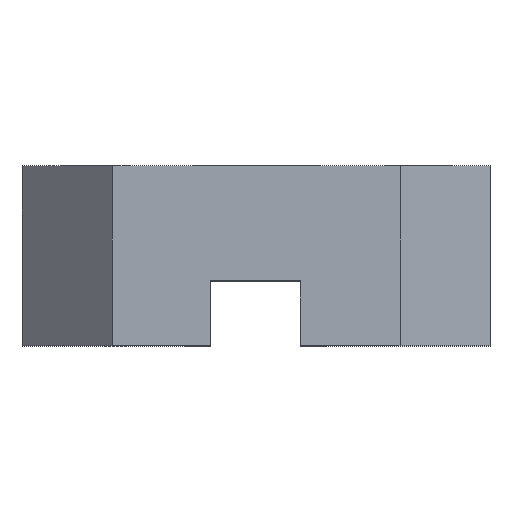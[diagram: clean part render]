
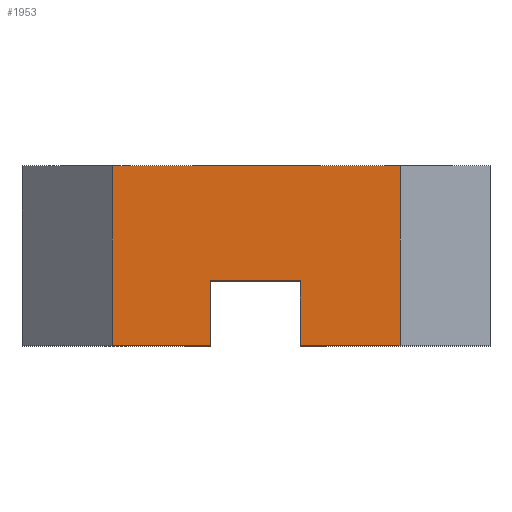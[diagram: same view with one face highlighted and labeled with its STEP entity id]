
A CAD part, top view. The second image highlights one B-rep face of the part: STEP entity #1953.
In plain terms, the highlighted planar face has unit normal (0, 0, 1).
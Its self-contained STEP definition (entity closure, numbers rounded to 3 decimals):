
#89=FACE_OUTER_BOUND('',#185,.T.);
#185=EDGE_LOOP('',(#1678,#1679,#1680,#1681,#1682,#1683,#1684,#1685));
#254=LINE('',#2641,#534);
#434=LINE('',#2991,#714);
#456=LINE('',#3034,#736);
#462=LINE('',#3046,#742);
#464=LINE('',#3052,#744);
#465=LINE('',#3053,#745);
#466=LINE('',#3055,#746);
#467=LINE('',#3056,#747);
#534=VECTOR('',#2145,10.);
#714=VECTOR('',#2411,10.);
#736=VECTOR('',#2457,10.);
#742=VECTOR('',#2471,10.);
#744=VECTOR('',#2479,10.);
#745=VECTOR('',#2480,10.);
#746=VECTOR('',#2481,10.);
#747=VECTOR('',#2482,10.);
#803=VERTEX_POINT('',#2630);
#807=VERTEX_POINT('',#2639);
#933=VERTEX_POINT('',#2988);
#934=VERTEX_POINT('',#2990);
#943=VERTEX_POINT('',#3033);
#945=VERTEX_POINT('',#3044);
#946=VERTEX_POINT('',#3051);
#947=VERTEX_POINT('',#3054);
#1000=EDGE_CURVE('',#803,#807,#254,.T.);
#1180=EDGE_CURVE('',#934,#933,#434,.T.);
#1202=EDGE_CURVE('',#943,#934,#456,.T.);
#1208=EDGE_CURVE('',#933,#945,#462,.T.);
#1210=EDGE_CURVE('',#946,#807,#464,.T.);
#1211=EDGE_CURVE('',#943,#946,#465,.T.);
#1212=EDGE_CURVE('',#947,#945,#466,.T.);
#1213=EDGE_CURVE('',#803,#947,#467,.T.);
#1678=ORIENTED_EDGE('',*,*,#1000,.T.);
#1679=ORIENTED_EDGE('',*,*,#1210,.F.);
#1680=ORIENTED_EDGE('',*,*,#1211,.F.);
#1681=ORIENTED_EDGE('',*,*,#1202,.T.);
#1682=ORIENTED_EDGE('',*,*,#1180,.T.);
#1683=ORIENTED_EDGE('',*,*,#1208,.T.);
#1684=ORIENTED_EDGE('',*,*,#1212,.F.);
#1685=ORIENTED_EDGE('',*,*,#1213,.F.);
#1862=PLANE('',#2058);
#1953=ADVANCED_FACE('',(#89),#1862,.T.);
#2058=AXIS2_PLACEMENT_3D('',#3050,#2477,#2478);
#2145=DIRECTION('',(-1.,0.,0.));
#2411=DIRECTION('',(1.,0.,0.));
#2457=DIRECTION('',(0.,1.,0.));
#2471=DIRECTION('',(0.,-1.,0.));
#2477=DIRECTION('center_axis',(0.,0.,1.));
#2478=DIRECTION('ref_axis',(-1.,0.,0.));
#2479=DIRECTION('',(0.,1.,0.));
#2480=DIRECTION('',(-1.,0.,0.));
#2481=DIRECTION('',(-1.,0.,0.));
#2482=DIRECTION('',(0.,-1.,0.));
#2630=CARTESIAN_POINT('',(9.5,-2.,0.));
#2639=CARTESIAN_POINT('',(1.5,-2.,0.));
#2641=CARTESIAN_POINT('',(7.25,-2.,0.));
#2988=CARTESIAN_POINT('',(6.734,-5.2,0.));
#2990=CARTESIAN_POINT('',(4.234,-5.2,0.));
#2991=CARTESIAN_POINT('',(6.617,-5.2,0.));
#3033=CARTESIAN_POINT('',(4.234,-7.,0.));
#3034=CARTESIAN_POINT('',(4.234,-3.5,0.));
#3044=CARTESIAN_POINT('',(6.734,-7.,0.));
#3046=CARTESIAN_POINT('',(6.734,-3.1,0.));
#3050=CARTESIAN_POINT('Origin',(9.,0.,0.));
#3051=CARTESIAN_POINT('',(1.5,-7.,0.));
#3052=CARTESIAN_POINT('',(1.5,0.,0.));
#3053=CARTESIAN_POINT('',(9.,-7.,0.));
#3054=CARTESIAN_POINT('',(9.5,-7.,0.));
#3055=CARTESIAN_POINT('',(9.,-7.,0.));
#3056=CARTESIAN_POINT('',(9.5,0.,0.));
